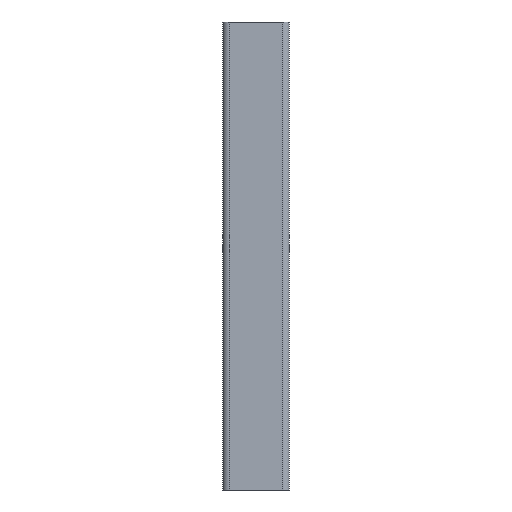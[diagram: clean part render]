
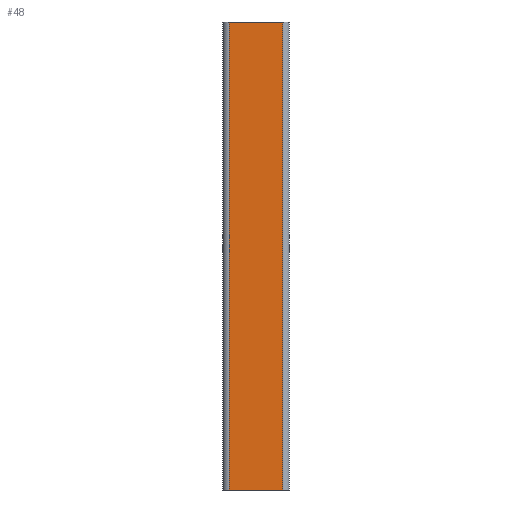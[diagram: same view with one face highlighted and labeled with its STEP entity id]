
A CAD part, front view. The second image highlights one B-rep face of the part: STEP entity #48.
In plain terms, the highlighted planar face has unit normal (0, -1, 0).
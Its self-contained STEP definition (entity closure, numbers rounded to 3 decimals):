
#48=ADVANCED_FACE('',(#65),#66,.F.);
#65=FACE_OUTER_BOUND('',#93,.T.);
#66=PLANE('',#94);
#93=EDGE_LOOP('',(#139,#140,#141,#142));
#94=AXIS2_PLACEMENT_3D('',#143,#144,#145);
#139=ORIENTED_EDGE('',*,*,#232,.F.);
#140=ORIENTED_EDGE('',*,*,#246,.F.);
#141=ORIENTED_EDGE('',*,*,#247,.T.);
#142=ORIENTED_EDGE('',*,*,#235,.F.);
#143=CARTESIAN_POINT('',(0.0,0.0,500.0));
#144=DIRECTION('',(0.0,1.0,0.0));
#145=DIRECTION('',(0.0,0.0,1.0));
#232=EDGE_CURVE('',#267,#270,#271,.T.);
#235=EDGE_CURVE('',#270,#275,#276,.T.);
#246=EDGE_CURVE('',#296,#267,#297,.T.);
#247=EDGE_CURVE('',#296,#275,#298,.T.);
#267=VERTEX_POINT('',#327);
#270=VERTEX_POINT('',#330);
#271=LINE('',#331,#332);
#275=VERTEX_POINT('',#337);
#276=LINE('',#338,#339);
#296=VERTEX_POINT('',#366);
#297=LINE('',#367,#368);
#298=LINE('',#369,#370);
#327=CARTESIAN_POINT('',(57.0,0.,1000.0));
#330=CARTESIAN_POINT('',(57.0,0.,0.0));
#331=CARTESIAN_POINT('',(57.0,0.0,500.0));
#332=VECTOR('',#418,1.0);
#337=CARTESIAN_POINT('',(-57.0,0.,0.0));
#338=CARTESIAN_POINT('',(0.0,0.0,0.0));
#339=VECTOR('',#423,1.0);
#366=CARTESIAN_POINT('',(-57.0,0.,1000.0));
#367=CARTESIAN_POINT('',(0.0,0.0,1000.0));
#368=VECTOR('',#440,1.0);
#369=CARTESIAN_POINT('',(-57.0,0.0,500.0));
#370=VECTOR('',#441,1.0);
#418=DIRECTION('',(0.0,-0.0,-1.0));
#423=DIRECTION('',(-1.0,0.0,0.0));
#440=DIRECTION('',(1.0,0.0,0.0));
#441=DIRECTION('',(0.0,-0.0,-1.0));
